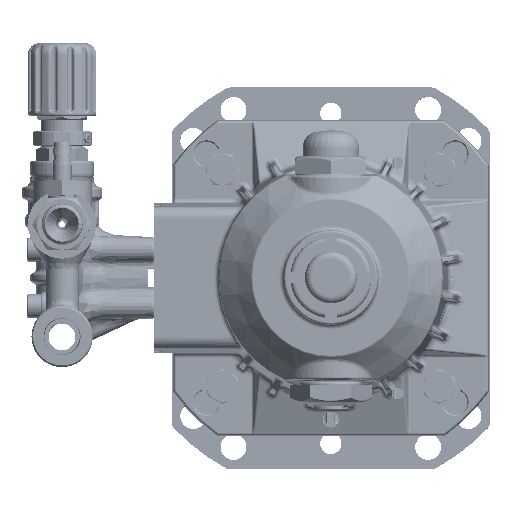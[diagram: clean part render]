
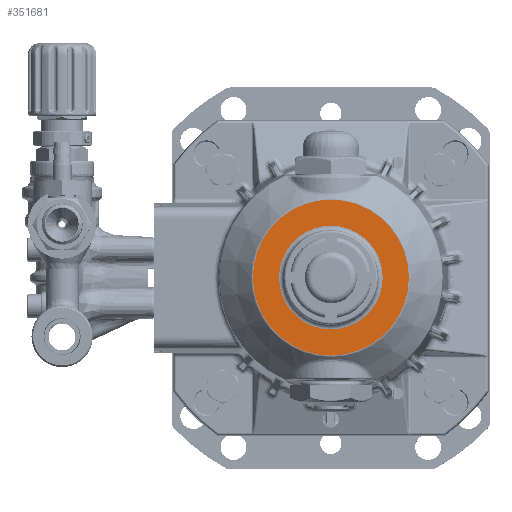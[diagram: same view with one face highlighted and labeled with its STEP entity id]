
A CAD part, top view. The second image highlights one B-rep face of the part: STEP entity #351681.
In plain terms, the highlighted planar face has unit normal (0, 0, 1).
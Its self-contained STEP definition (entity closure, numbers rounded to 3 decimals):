
#206 = CIRCLE ( 'NONE', #218322, 33.086 ) ;
#2209 = VERTEX_POINT ( 'NONE', #318370 ) ;
#16800 = CARTESIAN_POINT ( 'NONE',  ( 0., 22., 155. ) ) ;
#18067 = VERTEX_POINT ( 'NONE', #233937 ) ;
#24274 = CARTESIAN_POINT ( 'NONE',  ( 0., 0., 155. ) ) ;
#24767 = CARTESIAN_POINT ( 'NONE',  ( 0., -33.086, 155. ) ) ;
#28918 = EDGE_CURVE ( 'NONE', #18067, #198248, #206, .T. ) ;
#35073 = CARTESIAN_POINT ( 'NONE',  ( 0., 0., 155. ) ) ;
#46256 = DIRECTION ( 'NONE',  ( 0., -1., 0. ) ) ;
#53785 = DIRECTION ( 'NONE',  ( 0., -1., 0. ) ) ;
#64662 = DIRECTION ( 'NONE',  ( 0., 1., 0. ) ) ;
#74604 = PLANE ( 'NONE',  #216255 ) ;
#87523 = AXIS2_PLACEMENT_3D ( 'NONE', #35073, #240509, #64662 ) ;
#93006 = CIRCLE ( 'NONE', #87523, 22. ) ;
#117423 = FACE_OUTER_BOUND ( 'NONE', #196666, .T. ) ;
#120409 = VERTEX_POINT ( 'NONE', #333380 ) ;
#128395 = DIRECTION ( 'NONE',  ( 0., 0., 1. ) ) ;
#136920 = DIRECTION ( 'NONE',  ( 0., 0., -1. ) ) ;
#138689 = CIRCLE ( 'NONE', #282088, 33.086 ) ;
#147878 = EDGE_LOOP ( 'NONE', ( #235189, #295433 ) ) ;
#159318 = ORIENTED_EDGE ( 'NONE', *, *, #28918, .T. ) ;
#196666 = EDGE_LOOP ( 'NONE', ( #348930, #159318 ) ) ;
#198248 = VERTEX_POINT ( 'NONE', #24767 ) ;
#216255 = AXIS2_PLACEMENT_3D ( 'NONE', #16800, #222192, #46256 ) ;
#218322 = AXIS2_PLACEMENT_3D ( 'NONE', #304179, #128395, #333629 ) ;
#222192 = DIRECTION ( 'NONE',  ( 0., 0., 1. ) ) ;
#229702 = DIRECTION ( 'NONE',  ( 0., 0., 1. ) ) ;
#233937 = CARTESIAN_POINT ( 'NONE',  ( 0., 33.086, 155. ) ) ;
#235189 = ORIENTED_EDGE ( 'NONE', *, *, #242620, .T. ) ;
#239632 = AXIS2_PLACEMENT_3D ( 'NONE', #312637, #136920, #342184 ) ;
#240509 = DIRECTION ( 'NONE',  ( 0., 0., -1. ) ) ;
#242620 = EDGE_CURVE ( 'NONE', #2209, #120409, #345512, .T. ) ;
#282088 = AXIS2_PLACEMENT_3D ( 'NONE', #24274, #229702, #53785 ) ;
#293190 = EDGE_CURVE ( 'NONE', #120409, #2209, #93006, .T. ) ;
#295433 = ORIENTED_EDGE ( 'NONE', *, *, #293190, .T. ) ;
#304179 = CARTESIAN_POINT ( 'NONE',  ( 0., 0., 155. ) ) ;
#312637 = CARTESIAN_POINT ( 'NONE',  ( 0., 0., 155. ) ) ;
#318370 = CARTESIAN_POINT ( 'NONE',  ( 0., 22., 155. ) ) ;
#333380 = CARTESIAN_POINT ( 'NONE',  ( 0., -22., 155. ) ) ;
#333629 = DIRECTION ( 'NONE',  ( 0., -1., 0. ) ) ;
#342184 = DIRECTION ( 'NONE',  ( 0., 1., 0. ) ) ;
#345512 = CIRCLE ( 'NONE', #239632, 22. ) ;
#348930 = ORIENTED_EDGE ( 'NONE', *, *, #368866, .T. ) ;
#351573 = FACE_BOUND ( 'NONE', #147878, .T. ) ;
#351681 = ADVANCED_FACE ( 'NONE', ( #117423, #351573 ), #74604, .T. ) ;
#368866 = EDGE_CURVE ( 'NONE', #198248, #18067, #138689, .T. ) ;
